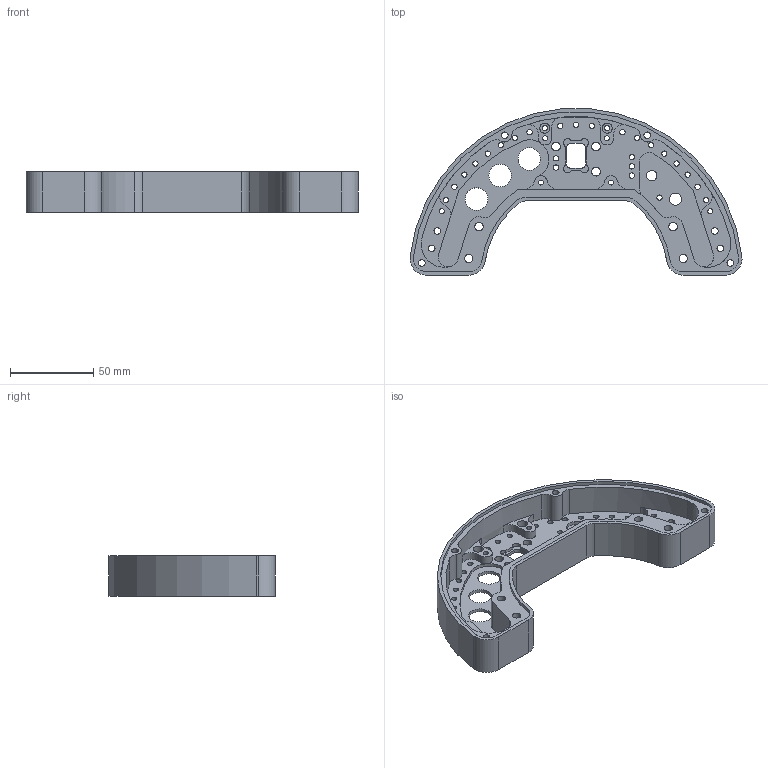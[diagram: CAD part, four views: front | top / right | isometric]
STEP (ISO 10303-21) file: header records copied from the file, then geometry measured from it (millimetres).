
FILE_DESCRIPTION (( 'STEP AP214' ), '1' );
FILE_NAME ('boitier_ledHolesRelaxed.STEP', '2016-12-30T10:09:05', ( 'IICT' ), ( '' ), 'SwSTEP 2.0', 'SolidWorks 2014', '' );
FILE_SCHEMA (( 'AUTOMOTIVE_DESIGN' ));
Length unit declared in the file: millimetre
Products named in the file (2): boitier_ledHolesRelaxed
Bounding box: 198.87 x 99.63 x 24 mm (x, y, z)
Volume: 108958.1 mm3; surface area: 50623 mm2
Topology: 1 solids, 1 shells, 224 faces, 650 edges, 433 vertices
Faces by surface type: cylinder 184, plane 40
Entity records: 7871 total; most frequent: DIRECTION 1482, CARTESIAN_POINT 1309, ORIENTED_EDGE 1300, EDGE_CURVE 650, AXIS2_PLACEMENT_3D 606, VERTEX_POINT 433, CIRCLE 380, EDGE_LOOP 337
